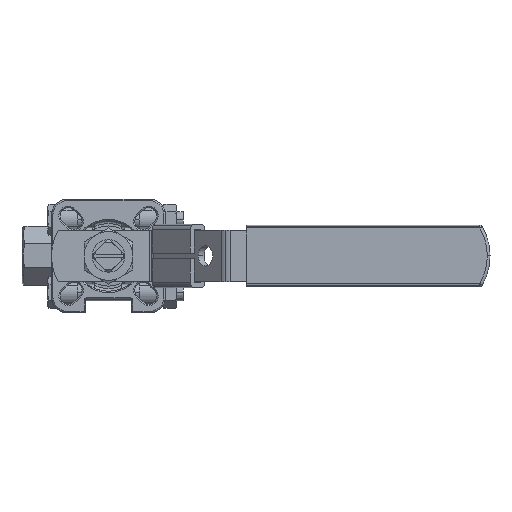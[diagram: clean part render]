
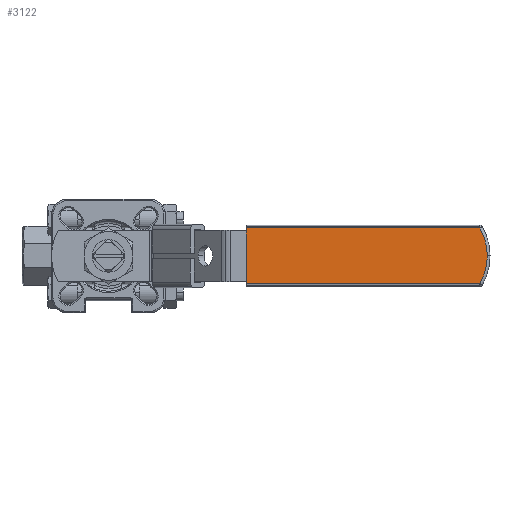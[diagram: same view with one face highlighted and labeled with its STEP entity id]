
A CAD part, top view. The second image highlights one B-rep face of the part: STEP entity #3122.
In plain terms, the highlighted planar face has unit normal (0, 0, 1).
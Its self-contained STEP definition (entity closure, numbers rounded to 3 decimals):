
#3122=ADVANCED_FACE('',(#6537),#6538,.T.);
#6537=FACE_OUTER_BOUND('',#10243,.T.);
#6538=PLANE('',#10244);
#10243=EDGE_LOOP('',(#19704,#19705,#19706,#19707,#19708));
#10244=AXIS2_PLACEMENT_3D('',#19709,#19710,#19711);
#19704=ORIENTED_EDGE('',*,*,#24980,.F.);
#19705=ORIENTED_EDGE('',*,*,#25039,.F.);
#19706=ORIENTED_EDGE('',*,*,#24961,.F.);
#19707=ORIENTED_EDGE('',*,*,#25021,.F.);
#19708=ORIENTED_EDGE('',*,*,#24976,.F.);
#19709=CARTESIAN_POINT('',(94.654,0.,71.));
#19710=DIRECTION('',(0.,0.,1.0));
#19711=DIRECTION('',(1.0,0.,0.));
#24961=EDGE_CURVE('',#30713,#30715,#30716,.T.);
#24976=EDGE_CURVE('',#30739,#30737,#30741,.T.);
#24980=EDGE_CURVE('',#30746,#30739,#30748,.T.);
#25021=EDGE_CURVE('',#30737,#30713,#30802,.T.);
#25039=EDGE_CURVE('',#30715,#30746,#30826,.T.);
#30713=VERTEX_POINT('',#40934);
#30715=VERTEX_POINT('',#40936);
#30716=LINE('',#40937,#40938);
#30737=VERTEX_POINT('',#40963);
#30739=VERTEX_POINT('',#40965);
#30741=CIRCLE('',#40967,20.8);
#30746=VERTEX_POINT('',#40973);
#30748=LINE('',#40975,#40976);
#30802=CIRCLE('',#41036,20.8);
#30826=LINE('',#41069,#41070);
#40934=CARTESIAN_POINT('',(137.071,-10.3,71.));
#40936=CARTESIAN_POINT('',(50.8,-10.3,71.));
#40937=CARTESIAN_POINT('',(94.437,-10.3,71.));
#40938=VECTOR('',#47616,10.0);
#40963=CARTESIAN_POINT('',(139.8,0.,71.));
#40965=CARTESIAN_POINT('',(137.071,10.3,71.));
#40967=AXIS2_PLACEMENT_3D('',#47642,#47643,#47644);
#40973=CARTESIAN_POINT('',(50.8,10.3,71.));
#40975=CARTESIAN_POINT('',(94.437,10.3,71.));
#40976=VECTOR('',#47649,10.0);
#41036=AXIS2_PLACEMENT_3D('',#47722,#47723,#47724);
#41069=CARTESIAN_POINT('',(50.8,11.3,71.));
#41070=VECTOR('',#47743,10.0);
#47616=DIRECTION('',(-1.0,0.,0.));
#47642=CARTESIAN_POINT('',(119.0,0.,71.));
#47643=DIRECTION('',(0.,0.,-1.0));
#47644=DIRECTION('',(1.0,0.,0.));
#47649=DIRECTION('',(1.0,0.,0.));
#47722=CARTESIAN_POINT('',(119.0,0.,71.));
#47723=DIRECTION('',(0.,0.,-1.0));
#47724=DIRECTION('',(1.0,0.,0.));
#47743=DIRECTION('',(0.,1.0,0.));
